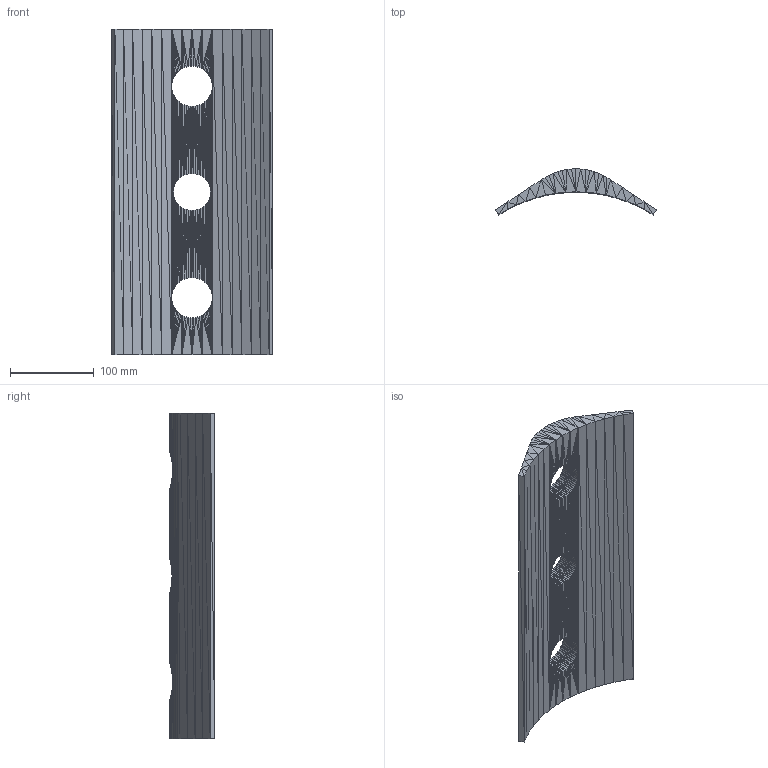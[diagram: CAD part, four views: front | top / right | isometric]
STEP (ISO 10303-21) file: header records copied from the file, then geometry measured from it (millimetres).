
FILE_DESCRIPTION(('FreeCAD Model'),'2;1');
FILE_NAME( 'Capot.step' ,'2018-06-08T11:55:00',('Author'),(''), 'Open CASCADE STEP processor 7.2','FreeCAD','Unknown');
FILE_SCHEMA(('AUTOMOTIVE_DESIGN { 1 0 10303 214 1 1 1 1 }'));
Length unit declared in the file: millimetre
Products named in the file (1): Cap001_(Solid)
Bounding box: 192.01 x 54.49 x 388 mm (x, y, z)
Volume: 1164477.3 mm3; surface area: 173619.5 mm2
Topology: 1 solids, 1 shells, 1088 faces, 1620 edges, 528 vertices
Faces by surface type: plane 1088
Entity records: 40569 total; most frequent: CARTESIAN_POINT 8097, DIRECTION 5418, ORIENTED_EDGE 3240, LINE 3240, VECTOR 3240, PCURVE 3240, DEFINITIONAL_REPRESENTATION 3240, EDGE_CURVE 1620
